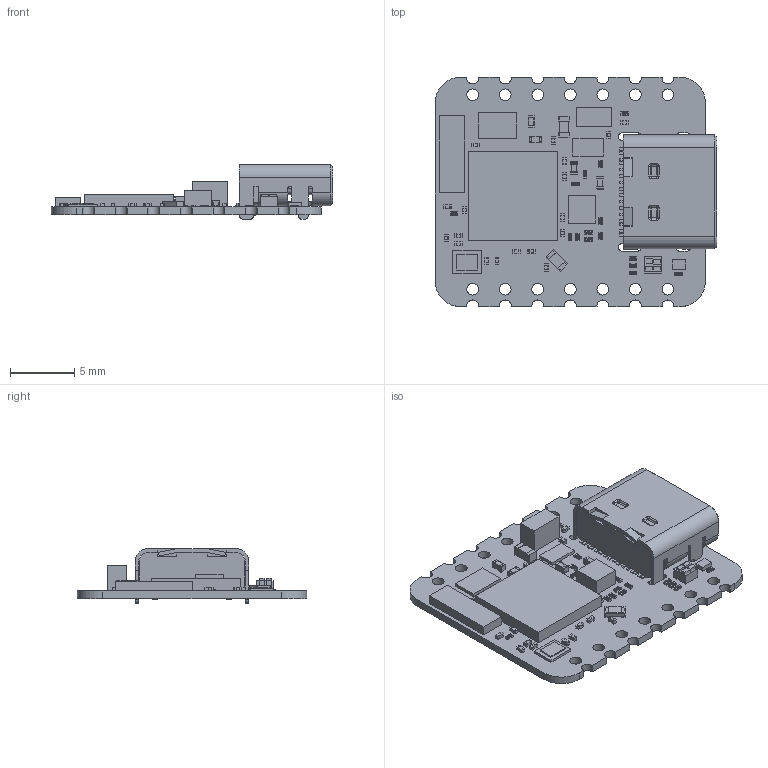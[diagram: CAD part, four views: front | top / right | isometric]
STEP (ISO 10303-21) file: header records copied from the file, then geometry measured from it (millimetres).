
FILE_DESCRIPTION(('Open CASCADE Model'),'2;1');
FILE_NAME('Open CASCADE Shape Model','2025-01-06T20:07:42',('Author'),( 'Open CASCADE'),'Open CASCADE STEP processor 6.8','Open CASCADE 6.8' ,'Unknown');
FILE_SCHEMA(('AUTOMOTIVE_DESIGN { 1 0 10303 214 1 1 1 1 }'));
Length unit declared in the file: millimetre
Products named in the file (88): PCB; Board; Open CASCADE STEP translator 6.8 4.1.1; Open CASCADE STEP translator 6.8 4.1.1.1; U2; 6251429552; Extruded; NTP1; 6251427072; NRR5; User_Library-User_Library-RES0201; NPR6; NPR3; NPR1; NPD5; 6251429392; NPC2; User_Library-C0402-1; CDR7; CDC1; C3; User_Library-Chip_Cap_MLCC_0201_(0603); Q3; 6251430032; NPR4; LR6; LR5; LR4; LED2; 6251428912; 6251428752; 6251428592; 6251428432; 6251428272; NL1; User_Library-CR1005-0402; NC14; NC12; NC11; PC1 ...
Assembly tree (120 placements, depth 4):
  PCB
    Board
      Open CASCADE STEP translator 6.8 4.1.1
        Open CASCADE STEP translator 6.8 4.1.1.1
    U2
      6251429552
        Extruded
    NTP1
      6251427072
        Extruded
    NRR5
      User_Library-User_Library-RES0201
    NPR6
      User_Library-User_Library-RES0201
    NPR3
      User_Library-User_Library-RES0201
    NPR1
      User_Library-User_Library-RES0201
    NPD5
      6251429392
        Extruded
    NPC2
      User_Library-C0402-1
    CDR7
      User_Library-User_Library-RES0201
    CDC1
      User_Library-C0402-1
    C3
      User_Library-Chip_Cap_MLCC_0201_(0603)
    Q3
      6251430032
        Extruded
    NPR4
      User_Library-User_Library-RES0201
    LR6
      User_Library-User_Library-RES0201
    LR5
      User_Library-User_Library-RES0201
    LR4
      User_Library-User_Library-RES0201
    LED2
      6251428912
        Extruded
      6251428752
        Extruded
      6251428592
        Extruded
      6251428432
        Extruded
      6251428272
        Extruded
    NL1
      User_Library-CR1005-0402
    NC14
      User_Library-Chip_Cap_MLCC_0201_(0603)
    NC12
      User_Library-Chip_Cap_MLCC_0201_(0603)
    NC11
      User_Library-Chip_Cap_MLCC_0201_(0603)
    PC1
Bounding box: 21.97 x 17.91 x 4.26 mm (x, y, z)
Volume: 424.9 mm3; surface area: 1610.8 mm2
Topology: 86 solids, 86 shells, 3792 faces, 9350 edges, 5613 vertices
Faces by surface type: plane 2044, cylinder 899, bspline 627, sphere 198, torus 16, cone 8
Full cylindrical faces by diameter (mm): 0.65 x2, 0.914 x14
Entity records: 34243 total; most frequent: CARTESIAN_POINT 8067, DIRECTION 4891, ORIENTED_EDGE 4684, EDGE_CURVE 2342, LINE 1701, VECTOR 1701, AXIS2_PLACEMENT_3D 1595, VERTEX_POINT 1473
